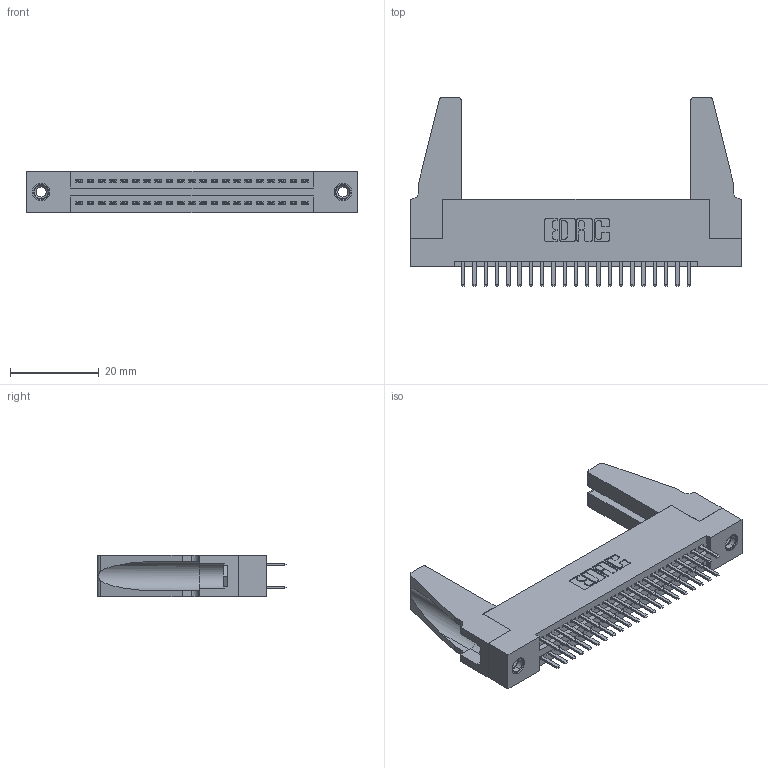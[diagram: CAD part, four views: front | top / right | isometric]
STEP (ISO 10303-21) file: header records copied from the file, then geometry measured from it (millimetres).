
FILE_DESCRIPTION (( 'STEP AP203' ), '1' );
FILE_NAME ('345-042-520-288.STEP', '2019-10-28T19:14:03', ( '' ), ( '' ), 'SwSTEP 2.0', 'SolidWorks 2016', '' );
FILE_SCHEMA (( 'CONFIG_CONTROL_DESIGN' ));
Length unit declared in the file: inch
Products named in the file (5): 345-292-001_345-293-120; 345-042-520-288; 345 Part_Flush Mounting Lugs - 0.156 Dia-TH; 345-220-078_345-220-088; 345-250-001_345-250-001-102
Assembly tree (47 placements, depth 2):
  345-042-520-288
    345 Part_Flush Mounting Lugs - 0.156 Dia-TH
    345-292-001_345-293-120  x42
    345-250-001_345-250-001-102  x2
    345-220-078_345-220-088  x2
Bounding box: 74.57 x 42.55 x 9.4 mm (x, y, z)
Volume: 10283.3 mm3; surface area: 13068.9 mm2
Topology: 47 solids, 47 shells, 2518 faces, 7249 edges, 4710 vertices
Faces by surface type: plane 1622, cylinder 880, cone 12, torus 4
Entity records: 21566 total; most frequent: CARTESIAN_POINT 3642, ORIENTED_EDGE 3524, DIRECTION 3230, EDGE_CURVE 1762, LINE 1500, VECTOR 1500, VERTEX_POINT 1166, AXIS2_PLACEMENT_3D 865
